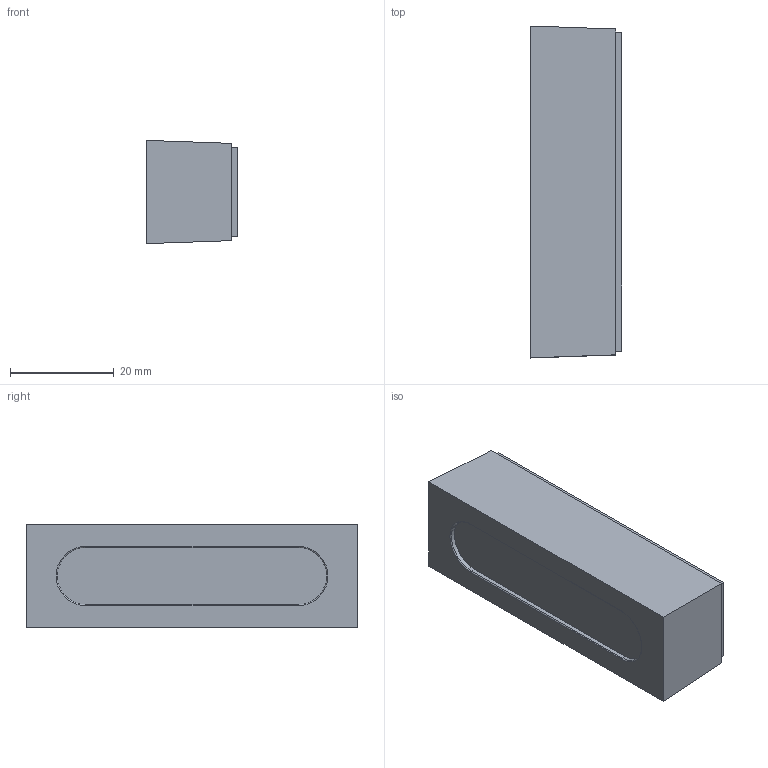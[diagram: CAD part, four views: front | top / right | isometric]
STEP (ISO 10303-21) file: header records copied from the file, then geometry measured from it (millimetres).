
FILE_DESCRIPTION(/* description */ (''),/* implementation_level */ '2;1');
FILE_NAME(/* name */ '28719.6_KDS-DE-FB2-A.stp',/* time_stamp */ '2018-07-12T10:04:17+02:00',/* author */ (''),/* organization */ (''),/* preprocessor_version */ 'ST-DEVELOPER v16',/* originating_system */ 'SIEMENS PLM Software NX 10.0',/* authorisation */ '');
FILE_SCHEMA (('AP203_CONFIGURATION_CONTROLLED_3D_DESIGN_OF_MECHANICAL_PARTS_AND_ASSEMBLIES_MIM_LF { 1 0 10303 403 2 1 2}'));
Length unit declared in the file: millimetre
Products named in the file (1): 28719.6_KDS-DE-FB2-A
Bounding box: 17.7 x 64 x 19.91 mm (x, y, z)
Volume: 20966.5 mm3; surface area: 5481 mm2
Topology: 1 solids, 1 shells, 20 faces, 44 edges, 28 vertices
Faces by surface type: plane 14, cone 2, torus 2, cylinder 2
Entity records: 638 total; most frequent: DIRECTION 96, CARTESIAN_POINT 93, ORIENTED_EDGE 88, EDGE_CURVE 44, LINE 34, VECTOR 34, AXIS2_PLACEMENT_3D 31, VERTEX_POINT 28
